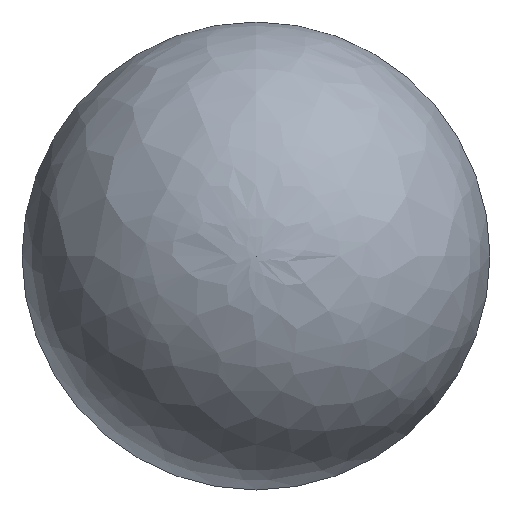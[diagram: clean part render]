
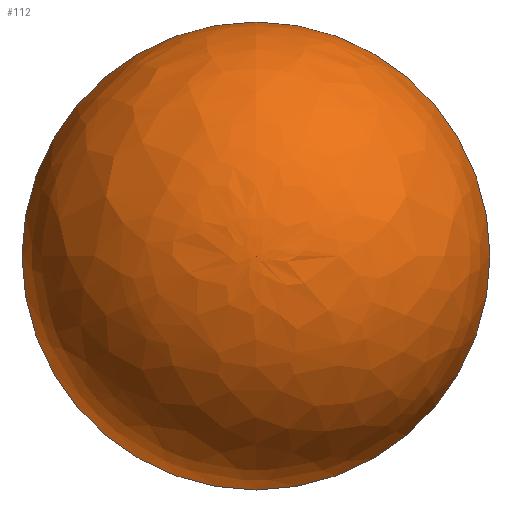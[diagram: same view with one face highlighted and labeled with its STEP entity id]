
A CAD part, left-side view. The second image highlights one B-rep face of the part: STEP entity #112.
In plain terms, the highlighted free-form (B-spline) face has degree [2, 2] with [3, 9] control points.
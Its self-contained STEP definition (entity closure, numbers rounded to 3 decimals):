
#15=(
BOUNDED_CURVE()
B_SPLINE_CURVE(2,(#227,#228,#229),.UNSPECIFIED.,.F.,.F.)
B_SPLINE_CURVE_WITH_KNOTS((3,3),(0.053,1.566),
 .UNSPECIFIED.)
CURVE()
GEOMETRIC_REPRESENTATION_ITEM()
RATIONAL_B_SPLINE_CURVE((1.,0.727,1.))
REPRESENTATION_ITEM('')
);
#16=(
BOUNDED_SURFACE()
B_SPLINE_SURFACE(2,2,((#195,#196,#197,#198,#199,#200,#201,#202,#203),(#204,
#205,#206,#207,#208,#209,#210,#211,#212),(#213,#214,#215,#216,#217,#218,
#219,#220,#221)),.UNSPECIFIED.,.F.,.T.,.F.)
B_SPLINE_SURFACE_WITH_KNOTS((3,3),(3,2,2,2,3),(-1.566,-0.053),
(-3.142,-1.571,0.,1.571,3.142),
 .UNSPECIFIED.)
GEOMETRIC_REPRESENTATION_ITEM()
RATIONAL_B_SPLINE_SURFACE(((1.,0.707,1.,0.707,1.,
0.707,1.,0.707,1.),(0.727,0.514,
0.727,0.514,0.727,0.514,
0.727,0.514,0.727),(1.,0.707,
1.,0.707,1.,0.707,1.,0.707,1.)))
REPRESENTATION_ITEM('')
SURFACE()
);
#37=FACE_OUTER_BOUND('',#51,.T.);
#51=EDGE_LOOP('',(#96,#97,#98,#99));
#62=CIRCLE('',#135,5.25);
#63=CIRCLE('',#136,5.25);
#71=VERTEX_POINT('',#222);
#72=VERTEX_POINT('',#223);
#73=VERTEX_POINT('',#226);
#81=EDGE_CURVE('',#71,#72,#62,.T.);
#82=EDGE_CURVE('',#72,#71,#63,.T.);
#83=EDGE_CURVE('',#72,#73,#15,.T.);
#96=ORIENTED_EDGE('',*,*,#81,.F.);
#97=ORIENTED_EDGE('',*,*,#82,.F.);
#98=ORIENTED_EDGE('',*,*,#83,.T.);
#99=ORIENTED_EDGE('',*,*,#83,.F.);
#112=ADVANCED_FACE('',(#37),#16,.F.);
#135=AXIS2_PLACEMENT_3D('',#224,#166,#167);
#136=AXIS2_PLACEMENT_3D('',#225,#168,#169);
#166=DIRECTION('center_axis',(1.,0.,0.));
#167=DIRECTION('ref_axis',(0.,0.,-1.));
#168=DIRECTION('center_axis',(1.,0.,0.));
#169=DIRECTION('ref_axis',(0.,0.,-1.));
#195=CARTESIAN_POINT('Ctrl Pts',(-19.,0.,0.));
#196=CARTESIAN_POINT('Ctrl Pts',(-19.,0.,0.));
#197=CARTESIAN_POINT('Ctrl Pts',(-19.,0.,0.));
#198=CARTESIAN_POINT('Ctrl Pts',(-19.,0.,0.));
#199=CARTESIAN_POINT('Ctrl Pts',(-19.,0.,0.));
#200=CARTESIAN_POINT('Ctrl Pts',(-19.,0.,0.));
#201=CARTESIAN_POINT('Ctrl Pts',(-19.,0.,0.));
#202=CARTESIAN_POINT('Ctrl Pts',(-19.,0.,0.));
#203=CARTESIAN_POINT('Ctrl Pts',(-19.,0.,0.));
#204=CARTESIAN_POINT('Ctrl Pts',(-18.977,0.,
4.984));
#205=CARTESIAN_POINT('Ctrl Pts',(-18.977,-4.984,4.984));
#206=CARTESIAN_POINT('Ctrl Pts',(-18.977,-4.984,0.));
#207=CARTESIAN_POINT('Ctrl Pts',(-18.977,-4.984,-4.984));
#208=CARTESIAN_POINT('Ctrl Pts',(-18.977,0.,
-4.984));
#209=CARTESIAN_POINT('Ctrl Pts',(-18.977,4.984,-4.984));
#210=CARTESIAN_POINT('Ctrl Pts',(-18.977,4.984,0.));
#211=CARTESIAN_POINT('Ctrl Pts',(-18.977,4.984,4.984));
#212=CARTESIAN_POINT('Ctrl Pts',(-18.977,0.,
4.984));
#213=CARTESIAN_POINT('Ctrl Pts',(-14.,0.,5.25));
#214=CARTESIAN_POINT('Ctrl Pts',(-14.,-5.25,5.25));
#215=CARTESIAN_POINT('Ctrl Pts',(-14.,-5.25,0.));
#216=CARTESIAN_POINT('Ctrl Pts',(-14.,-5.25,-5.25));
#217=CARTESIAN_POINT('Ctrl Pts',(-14.,0.,-5.25));
#218=CARTESIAN_POINT('Ctrl Pts',(-14.,5.25,-5.25));
#219=CARTESIAN_POINT('Ctrl Pts',(-14.,5.25,0.));
#220=CARTESIAN_POINT('Ctrl Pts',(-14.,5.25,5.25));
#221=CARTESIAN_POINT('Ctrl Pts',(-14.,0.,5.25));
#222=CARTESIAN_POINT('',(-14.,5.25,0.));
#223=CARTESIAN_POINT('',(-14.,0.,5.25));
#224=CARTESIAN_POINT('Origin',(-14.,0.,0.));
#225=CARTESIAN_POINT('Origin',(-14.,0.,0.));
#226=CARTESIAN_POINT('',(-19.,0.,0.));
#227=CARTESIAN_POINT('Ctrl Pts',(-14.,0.,5.25));
#228=CARTESIAN_POINT('Ctrl Pts',(-18.977,0.,
4.984));
#229=CARTESIAN_POINT('Ctrl Pts',(-19.,0.,0.));
